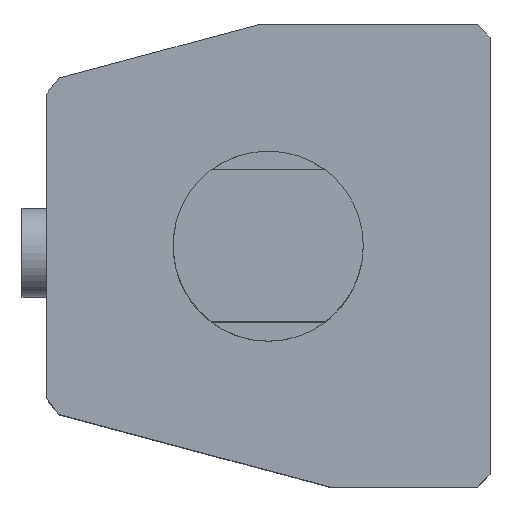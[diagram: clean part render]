
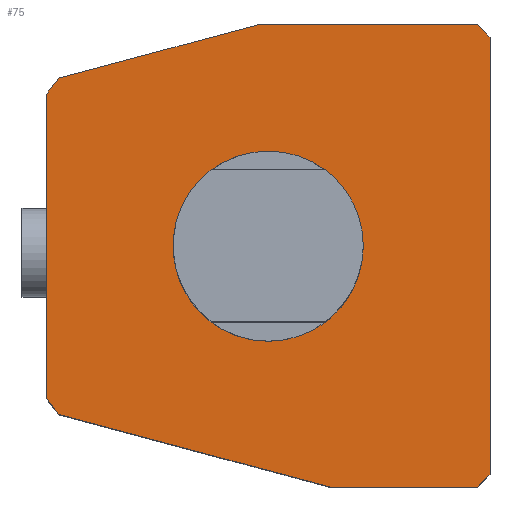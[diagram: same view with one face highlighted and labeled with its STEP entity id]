
A CAD part, top view. The second image highlights one B-rep face of the part: STEP entity #75.
In plain terms, the highlighted planar face has unit normal (0, 0, 1).
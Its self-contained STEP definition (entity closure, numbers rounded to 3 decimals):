
#43=FACE_BOUND('',#180,.T.);
#44=FACE_BOUND('',#181,.T.);
#51=CIRCLE('',#769,15.);
#75=ADVANCED_FACE('',(#43,#44),#109,.F.);
#109=PLANE('',#771);
#180=EDGE_LOOP('',(#321));
#181=EDGE_LOOP('',(#322,#323,#324,#325,#326,#327,#328,#329,#330,#331));
#321=ORIENTED_EDGE('',*,*,#519,.T.);
#322=ORIENTED_EDGE('',*,*,#484,.F.);
#323=ORIENTED_EDGE('',*,*,#520,.F.);
#324=ORIENTED_EDGE('',*,*,#521,.F.);
#325=ORIENTED_EDGE('',*,*,#522,.F.);
#326=ORIENTED_EDGE('',*,*,#523,.F.);
#327=ORIENTED_EDGE('',*,*,#472,.F.);
#328=ORIENTED_EDGE('',*,*,#524,.F.);
#329=ORIENTED_EDGE('',*,*,#525,.F.);
#330=ORIENTED_EDGE('',*,*,#526,.F.);
#331=ORIENTED_EDGE('',*,*,#527,.F.);
#405=VERTEX_POINT('',#1029);
#406=VERTEX_POINT('',#1031);
#415=VERTEX_POINT('',#1053);
#416=VERTEX_POINT('',#1055);
#436=VERTEX_POINT('',#1126);
#437=VERTEX_POINT('',#1129);
#438=VERTEX_POINT('',#1131);
#439=VERTEX_POINT('',#1133);
#440=VERTEX_POINT('',#1136);
#441=VERTEX_POINT('',#1138);
#442=VERTEX_POINT('',#1140);
#472=EDGE_CURVE('',#405,#406,#565,.T.);
#484=EDGE_CURVE('',#415,#416,#576,.T.);
#519=EDGE_CURVE('',#436,#436,#51,.T.);
#520=EDGE_CURVE('',#437,#415,#606,.T.);
#521=EDGE_CURVE('',#438,#437,#607,.T.);
#522=EDGE_CURVE('',#439,#438,#608,.T.);
#523=EDGE_CURVE('',#406,#439,#609,.T.);
#524=EDGE_CURVE('',#440,#405,#610,.T.);
#525=EDGE_CURVE('',#441,#440,#611,.T.);
#526=EDGE_CURVE('',#442,#441,#612,.T.);
#527=EDGE_CURVE('',#416,#442,#613,.T.);
#565=LINE('',#1030,#651);
#576=LINE('',#1054,#662);
#606=LINE('',#1128,#692);
#607=LINE('',#1130,#693);
#608=LINE('',#1132,#694);
#609=LINE('',#1134,#695);
#610=LINE('',#1135,#696);
#611=LINE('',#1137,#697);
#612=LINE('',#1139,#698);
#613=LINE('',#1141,#699);
#651=VECTOR('',#829,1.);
#662=VECTOR('',#846,1.);
#692=VECTOR('',#922,1.);
#693=VECTOR('',#923,1.);
#694=VECTOR('',#924,1.);
#695=VECTOR('',#925,1.);
#696=VECTOR('',#926,1.);
#697=VECTOR('',#927,1.);
#698=VECTOR('',#928,1.);
#699=VECTOR('',#929,1.);
#769=AXIS2_PLACEMENT_3D('',#1125,#918,#919);
#771=AXIS2_PLACEMENT_3D('',#1142,#930,#931);
#829=DIRECTION('',(0.,-1.,0.));
#846=DIRECTION('',(0.,1.,0.));
#918=DIRECTION('',(0.,0.,-1.));
#919=DIRECTION('',(1.,0.,0.));
#922=DIRECTION('',(-0.609,0.793,0.));
#923=DIRECTION('',(-0.966,0.259,0.));
#924=DIRECTION('',(-1.,0.,0.));
#925=DIRECTION('',(-0.707,-0.707,0.));
#926=DIRECTION('',(0.707,-0.707,0.));
#927=DIRECTION('',(1.,0.,0.));
#928=DIRECTION('',(0.966,0.259,0.));
#929=DIRECTION('',(0.609,0.793,0.));
#930=DIRECTION('',(0.,0.,-1.));
#931=DIRECTION('',(1.,0.,0.));
#1029=CARTESIAN_POINT('',(35.,33.,0.));
#1030=CARTESIAN_POINT('',(35.,33.,0.));
#1031=CARTESIAN_POINT('',(35.,-36.,0.));
#1053=CARTESIAN_POINT('',(-35.,-24.,0.));
#1054=CARTESIAN_POINT('',(-35.,-24.,0.));
#1055=CARTESIAN_POINT('',(-35.,24.,0.));
#1125=CARTESIAN_POINT('',(0.,0.,0.));
#1126=CARTESIAN_POINT('',(15.,0.,0.));
#1128=CARTESIAN_POINT('',(-33.068,-26.518,0.));
#1129=CARTESIAN_POINT('',(-33.068,-26.518,0.));
#1130=CARTESIAN_POINT('',(9.785,-38.,0.));
#1131=CARTESIAN_POINT('',(9.785,-38.,0.));
#1132=CARTESIAN_POINT('',(33.,-38.,0.));
#1133=CARTESIAN_POINT('',(33.,-38.,0.));
#1134=CARTESIAN_POINT('',(35.,-36.,0.));
#1135=CARTESIAN_POINT('',(33.,35.,0.));
#1136=CARTESIAN_POINT('',(33.,35.,0.));
#1137=CARTESIAN_POINT('',(-1.412,35.,0.));
#1138=CARTESIAN_POINT('',(-1.412,35.,0.));
#1139=CARTESIAN_POINT('',(-33.068,26.518,0.));
#1140=CARTESIAN_POINT('',(-33.068,26.518,0.));
#1141=CARTESIAN_POINT('',(-35.,24.,0.));
#1142=CARTESIAN_POINT('',(0.,0.,0.));
